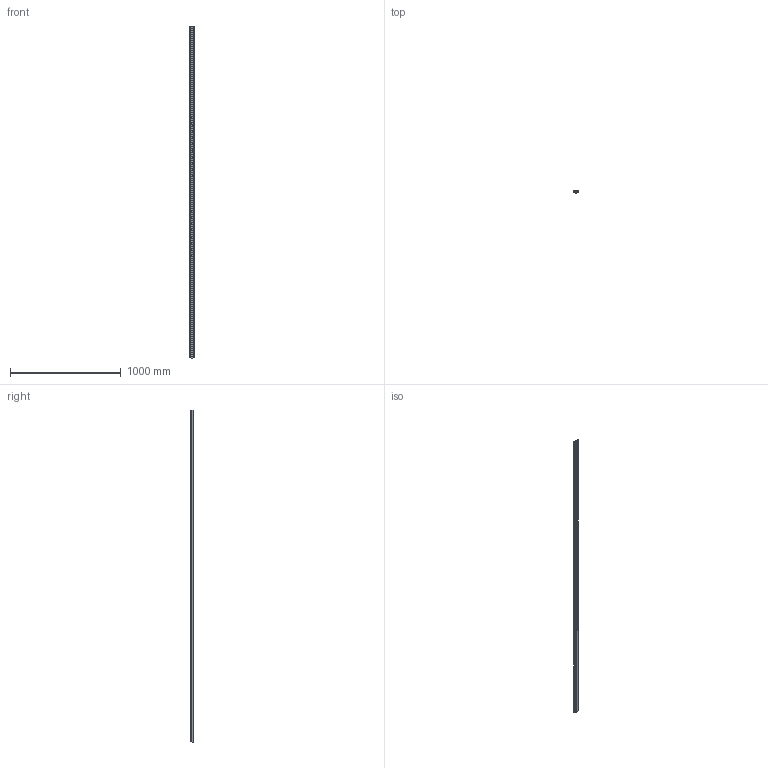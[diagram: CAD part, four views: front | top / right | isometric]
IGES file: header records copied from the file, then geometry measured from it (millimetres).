
Start section:  PTC IGES file: s0310-65612.igs
Global section: file name: s0310-65612.igs; native system: Pro/ENGINEER by Parametric Technology Corporation; preprocessor: 2004400; author: Andrea.Castagnoli; organization: Unknown; date: 070625.113849; units: millimetre
Bounding box: 43 x 23.5 x 3000 mm (x, y, z)
Volume: 1375205.5 mm3; surface area: 535610.1 mm2
Topology: 1 solids, 1 shells, 38 faces, 102 edges, 64 vertices
Faces by surface type: bspline 36, revolution 2
